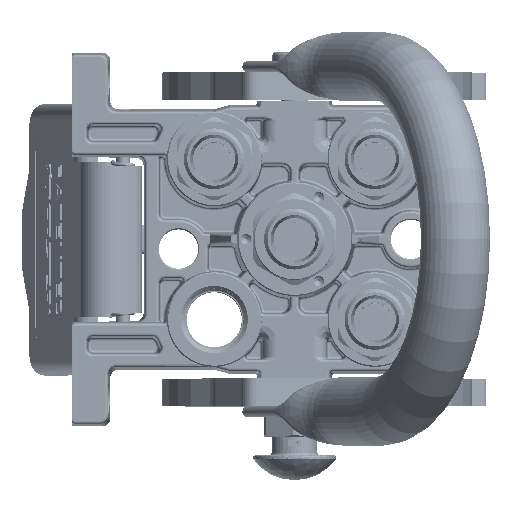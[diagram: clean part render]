
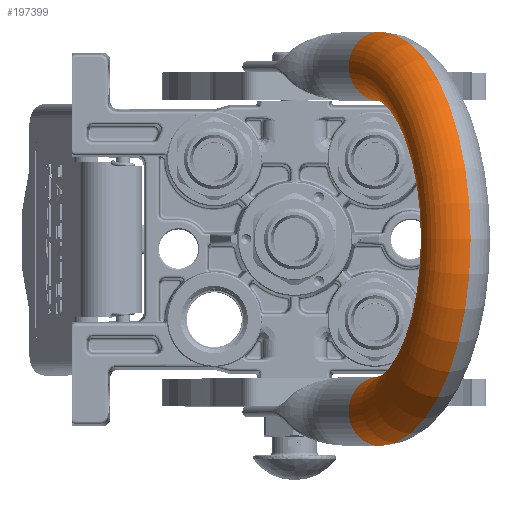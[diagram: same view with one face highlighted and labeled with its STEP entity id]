
A CAD part, top view. The second image highlights one B-rep face of the part: STEP entity #197399.
In plain terms, the highlighted toroidal (fillet/blend) face has major radius 62.25 mm and minor radius 12.5 mm.
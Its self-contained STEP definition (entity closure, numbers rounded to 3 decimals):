
#4215 = CARTESIAN_POINT ( 'NONE',  ( -74.75, 0., 25.25 ) ) ;
#5917 = EDGE_LOOP ( 'NONE', ( #115522, #105537, #115110, #154330 ) ) ;
#11062 = TOROIDAL_SURFACE ( 'NONE', #107592, 62.25, 12.5 ) ;
#16748 = VERTEX_POINT ( 'NONE', #4215 ) ;
#17372 = CARTESIAN_POINT ( 'NONE',  ( 49.75, 0., 25.25 ) ) ;
#19916 = VERTEX_POINT ( 'NONE', #194097 ) ;
#25653 = FACE_OUTER_BOUND ( 'NONE', #5917, .T. ) ;
#29914 = VERTEX_POINT ( 'NONE', #174087 ) ;
#33733 = DIRECTION ( 'NONE',  ( -1., 0., 0. ) ) ;
#47666 = DIRECTION ( 'NONE',  ( 1., 0., 0. ) ) ;
#48869 = AXIS2_PLACEMENT_3D ( 'NONE', #140217, #107786, #184343 ) ;
#61676 = CIRCLE ( 'NONE', #180525, 12.5 ) ;
#66281 = AXIS2_PLACEMENT_3D ( 'NONE', #191869, #159397, #190542 ) ;
#85797 = DIRECTION ( 'NONE',  ( 0., 0., -1. ) ) ;
#89332 = EDGE_CURVE ( 'NONE', #16748, #19916, #186155, .T. ) ;
#93690 = DIRECTION ( 'NONE',  ( 0., 1., 0. ) ) ;
#100160 = EDGE_CURVE ( 'NONE', #29914, #199685, #61676, .T. ) ;
#105537 = ORIENTED_EDGE ( 'NONE', *, *, #100160, .F. ) ;
#107592 = AXIS2_PLACEMENT_3D ( 'NONE', #108668, #93690, #47666 ) ;
#107786 = DIRECTION ( 'NONE',  ( 0., 1., 0. ) ) ;
#108668 = CARTESIAN_POINT ( 'NONE',  ( 0., 0., 25.25 ) ) ;
#115110 = ORIENTED_EDGE ( 'NONE', *, *, #135785, .F. ) ;
#115522 = ORIENTED_EDGE ( 'NONE', *, *, #129949, .T. ) ;
#129949 = EDGE_CURVE ( 'NONE', #19916, #199685, #155400, .T. ) ;
#135785 = EDGE_CURVE ( 'NONE', #16748, #29914, #194705, .T. ) ;
#140217 = CARTESIAN_POINT ( 'NONE',  ( 0., 0., 25.25 ) ) ;
#144143 = DIRECTION ( 'NONE',  ( 0., 0., 1. ) ) ;
#150852 = CARTESIAN_POINT ( 'NONE',  ( 62.25, 0., 25.25 ) ) ;
#154330 = ORIENTED_EDGE ( 'NONE', *, *, #89332, .T. ) ;
#155400 = CIRCLE ( 'NONE', #66281, 49.75 ) ;
#155803 = AXIS2_PLACEMENT_3D ( 'NONE', #188190, #144143, #33733 ) ;
#159397 = DIRECTION ( 'NONE',  ( 0., 1., 0. ) ) ;
#163054 = DIRECTION ( 'NONE',  ( 1., 0., 0. ) ) ;
#174087 = CARTESIAN_POINT ( 'NONE',  ( 74.75, 0., 25.25 ) ) ;
#180525 = AXIS2_PLACEMENT_3D ( 'NONE', #150852, #85797, #163054 ) ;
#184343 = DIRECTION ( 'NONE',  ( -1., 0., 0. ) ) ;
#186155 = CIRCLE ( 'NONE', #155803, 12.5 ) ;
#188190 = CARTESIAN_POINT ( 'NONE',  ( -62.25, 0., 25.25 ) ) ;
#190542 = DIRECTION ( 'NONE',  ( -1., 0., 0. ) ) ;
#191869 = CARTESIAN_POINT ( 'NONE',  ( 0., 0., 25.25 ) ) ;
#194097 = CARTESIAN_POINT ( 'NONE',  ( -49.75, 0., 25.25 ) ) ;
#194705 = CIRCLE ( 'NONE', #48869, 74.75 ) ;
#197399 = ADVANCED_FACE ( 'NONE', ( #25653 ), #11062, .T. ) ;
#199685 = VERTEX_POINT ( 'NONE', #17372 ) ;
